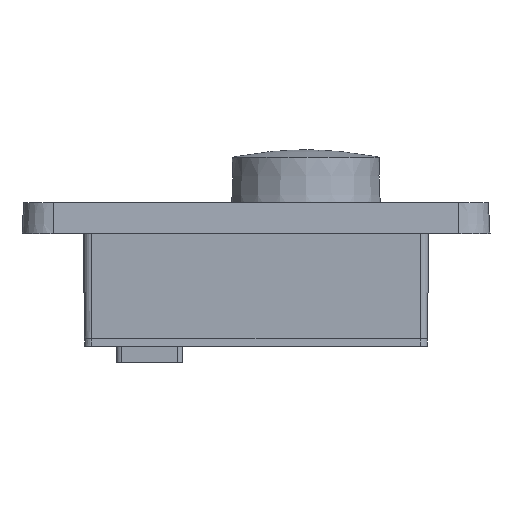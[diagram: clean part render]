
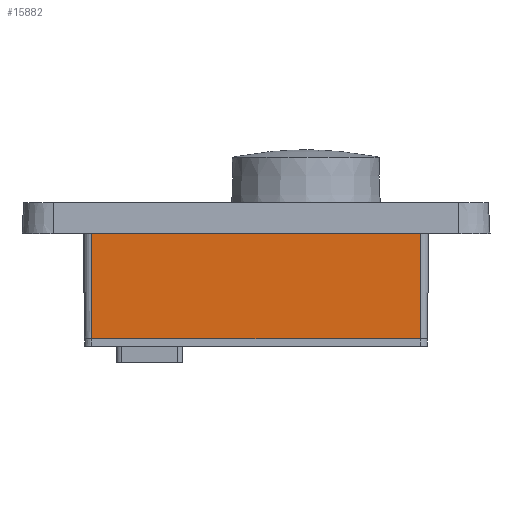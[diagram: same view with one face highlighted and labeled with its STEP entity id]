
A CAD part, left-side view. The second image highlights one B-rep face of the part: STEP entity #15882.
In plain terms, the highlighted planar face has unit normal (-1, 0, -0.009).
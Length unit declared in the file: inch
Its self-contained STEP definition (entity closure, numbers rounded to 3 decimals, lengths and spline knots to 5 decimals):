
#13616=CARTESIAN_POINT('',(-2.375,-1.315,-0.84));
#13617=VERTEX_POINT('',#13616);
#13625=CARTESIAN_POINT('',(-2.375,1.315,-0.84));
#13626=VERTEX_POINT('',#13625);
#13627=CARTESIAN_POINT('',(-2.375,-1.315,-0.84));
#13628=DIRECTION('',(0.0,1.0,0.0));
#13629=VECTOR('',#13628,2.63);
#13630=LINE('',#13627,#13629);
#13631=EDGE_CURVE('',#13617,#13626,#13630,.T.);
#15852=CARTESIAN_POINT('',(-2.375,-1.315,-0.84));
#15853=DIRECTION('',(-1.,0.,-0.009));
#15854=DIRECTION('',(-0.009,0.0,1.));
#15855=AXIS2_PLACEMENT_3D('',#15852,#15853,#15854);
#15856=PLANE('',#15855);
#15857=CARTESIAN_POINT('',(-2.38355,-1.315,0.14));
#15858=VERTEX_POINT('',#15857);
#15859=CARTESIAN_POINT('',(-2.38355,-1.315,0.14));
#15860=DIRECTION('',(0.009,0.0,-1.));
#15861=VECTOR('',#15860,0.98004);
#15862=LINE('',#15859,#15861);
#15863=EDGE_CURVE('',#15858,#13617,#15862,.T.);
#15864=ORIENTED_EDGE('',*,*,#15863,.F.);
#15865=CARTESIAN_POINT('',(-2.38355,1.315,0.14));
#15866=VERTEX_POINT('',#15865);
#15867=CARTESIAN_POINT('',(-2.38355,-1.315,0.14));
#15868=DIRECTION('',(0.0,1.0,0.0));
#15869=VECTOR('',#15868,2.63);
#15870=LINE('',#15867,#15869);
#15871=EDGE_CURVE('',#15858,#15866,#15870,.T.);
#15872=ORIENTED_EDGE('',*,*,#15871,.T.);
#15873=CARTESIAN_POINT('',(-2.38355,1.315,0.14));
#15874=DIRECTION('',(0.009,0.0,-1.));
#15875=VECTOR('',#15874,0.98004);
#15876=LINE('',#15873,#15875);
#15877=EDGE_CURVE('',#15866,#13626,#15876,.T.);
#15878=ORIENTED_EDGE('',*,*,#15877,.T.);
#15879=ORIENTED_EDGE('',*,*,#13631,.F.);
#15880=EDGE_LOOP('',(#15864,#15872,#15878,#15879));
#15881=FACE_OUTER_BOUND('',#15880,.T.);
#15882=ADVANCED_FACE('',(#15881),#15856,.T.);
